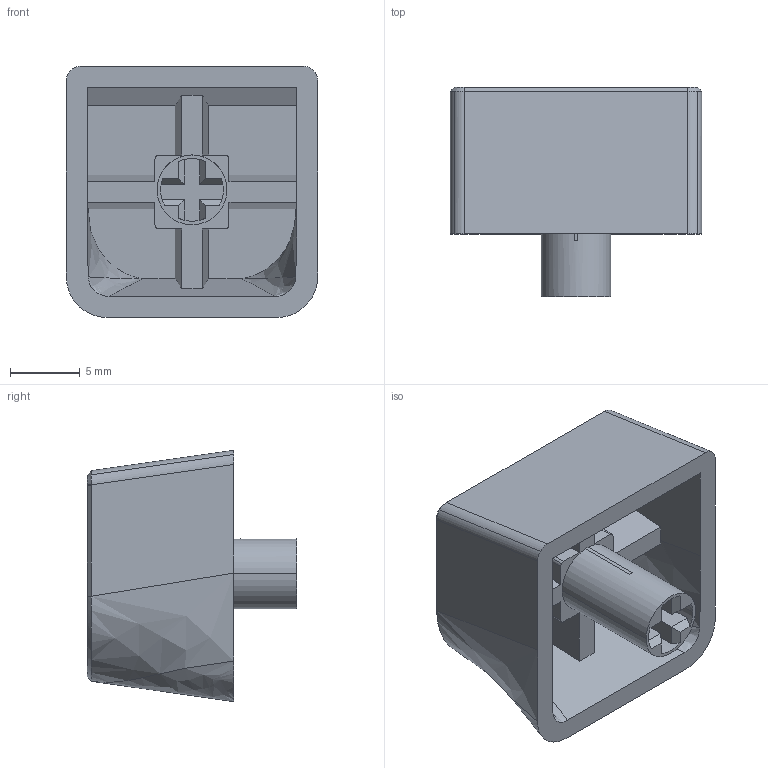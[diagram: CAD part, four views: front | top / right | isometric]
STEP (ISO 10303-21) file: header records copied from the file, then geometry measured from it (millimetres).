
FILE_DESCRIPTION(('STEP AP203'),'1');
FILE_NAME('thumb_round_stem.stp','2017-07-17T16:03:08',(' '),(' '),'Spatial InterOp 3D',' ',' ');
FILE_SCHEMA(('CONFIG_CONTROL_DESIGN'));
Length unit declared in the file: millimetre
Products named in the file (1): 1
Bounding box: 18 x 15 x 18 mm (x, y, z)
Volume: 1632.2 mm3; surface area: 2072.8 mm2
Topology: 1 solids, 1 shells, 97 faces, 268 edges, 172 vertices
Faces by surface type: plane 57, cylinder 20, bspline 20
Entity records: 3606 total; most frequent: CARTESIAN_POINT 1148, ORIENTED_EDGE 528, DIRECTION 468, EDGE_CURVE 264, VERTEX_POINT 172, LINE 172, VECTOR 172, AXIS2_PLACEMENT_3D 148
